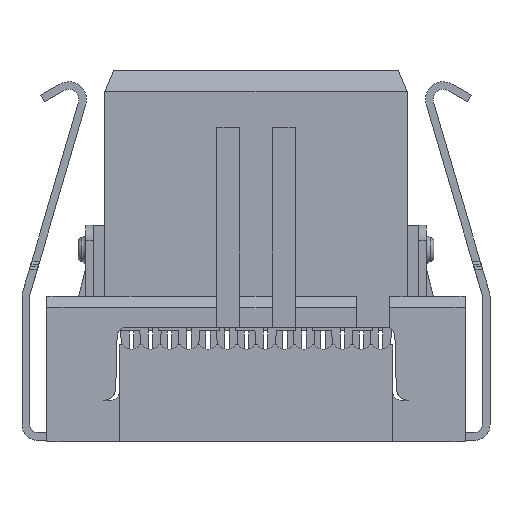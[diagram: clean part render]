
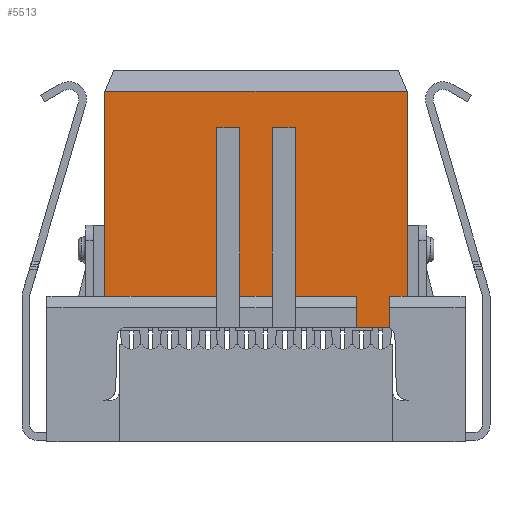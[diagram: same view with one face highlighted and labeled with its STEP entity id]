
A CAD part, front view. The second image highlights one B-rep face of the part: STEP entity #5513.
In plain terms, the highlighted planar face has unit normal (0, -1, 0).
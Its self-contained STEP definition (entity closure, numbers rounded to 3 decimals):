
#35=CARTESIAN_POINT('',(2.635,-2.453,5.275));
#36=VERTEX_POINT('',#35);
#69=CARTESIAN_POINT('',(2.635,-2.453,-0.295));
#70=VERTEX_POINT('',#69);
#77=CARTESIAN_POINT('',(2.635,-2.453,-0.295));
#78=DIRECTION('',(0.,0.,1.));
#79=VECTOR('',#78,5.57);
#80=LINE('',#77,#79);
#81=EDGE_CURVE('',#70,#36,#80,.T.);
#91=CARTESIAN_POINT('',(3.715,-2.453,-0.295));
#92=VERTEX_POINT('',#91);
#125=CARTESIAN_POINT('',(3.715,-2.453,5.275));
#126=VERTEX_POINT('',#125);
#133=CARTESIAN_POINT('',(3.715,-2.453,5.275));
#134=DIRECTION('',(0.,0.,-1.));
#135=VECTOR('',#134,5.57);
#136=LINE('',#133,#135);
#137=EDGE_CURVE('',#126,#92,#136,.T.);
#148=CARTESIAN_POINT('',(1.875,-2.453,5.275));
#149=VERTEX_POINT('',#148);
#150=CARTESIAN_POINT('',(2.635,-2.453,5.275));
#151=DIRECTION('',(-1.,0.,0.));
#152=VECTOR('',#151,0.76);
#153=LINE('',#150,#152);
#154=EDGE_CURVE('',#36,#149,#153,.T.);
#233=CARTESIAN_POINT('',(4.475,-2.453,5.275));
#234=VERTEX_POINT('',#233);
#258=CARTESIAN_POINT('',(4.475,-2.453,-0.295));
#259=VERTEX_POINT('',#258);
#266=CARTESIAN_POINT('',(4.475,-2.453,-0.295));
#267=DIRECTION('',(0.,0.,1.));
#268=VECTOR('',#267,5.57);
#269=LINE('',#266,#268);
#270=EDGE_CURVE('',#259,#234,#269,.T.);
#281=CARTESIAN_POINT('',(4.475,-2.453,5.275));
#282=DIRECTION('',(-1.,0.,0.));
#283=VECTOR('',#282,0.76);
#284=LINE('',#281,#283);
#285=EDGE_CURVE('',#234,#126,#284,.T.);
#5123=CARTESIAN_POINT('',(1.875,-2.453,-0.295));
#5124=VERTEX_POINT('',#5123);
#5125=CARTESIAN_POINT('',(1.875,-2.453,5.275));
#5126=DIRECTION('',(0.,0.,-1.));
#5127=VECTOR('',#5126,5.57);
#5128=LINE('',#5125,#5127);
#5129=EDGE_CURVE('',#149,#5124,#5128,.T.);
#5184=CARTESIAN_POINT('',(3.715,-2.453,-0.295));
#5185=DIRECTION('',(-1.,0.,0.));
#5186=VECTOR('',#5185,1.08);
#5187=LINE('',#5184,#5186);
#5188=EDGE_CURVE('',#92,#70,#5187,.T.);
#5271=CARTESIAN_POINT('',(6.495,-2.453,-0.295));
#5272=VERTEX_POINT('',#5271);
#5279=CARTESIAN_POINT('',(6.495,-2.453,-0.295));
#5280=DIRECTION('',(-1.,0.,0.));
#5281=VECTOR('',#5280,2.02);
#5282=LINE('',#5279,#5281);
#5283=EDGE_CURVE('',#5272,#259,#5282,.T.);
#5410=CARTESIAN_POINT('',(7.473,-2.453,-1.325));
#5411=VERTEX_POINT('',#5410);
#5418=CARTESIAN_POINT('',(6.495,-2.453,-1.325));
#5419=VERTEX_POINT('',#5418);
#5420=CARTESIAN_POINT('',(7.473,-2.453,-1.325));
#5421=DIRECTION('',(-1.,0.,0.));
#5422=VECTOR('',#5421,0.978);
#5423=LINE('',#5420,#5422);
#5424=EDGE_CURVE('',#5411,#5419,#5423,.T.);
#5436=CARTESIAN_POINT('',(3.175,-2.453,2.562));
#5437=DIRECTION('',(1.,0.,0.));
#5438=DIRECTION('',(0.,-1.,0.));
#5439=AXIS2_PLACEMENT_3D('',#5436,#5438,#5437);
#5440=PLANE('',#5439);
#5441=ORIENTED_EDGE('',*,*,#154,.F.);
#5442=ORIENTED_EDGE('',*,*,#81,.F.);
#5443=ORIENTED_EDGE('',*,*,#5188,.F.);
#5444=ORIENTED_EDGE('',*,*,#137,.F.);
#5445=ORIENTED_EDGE('',*,*,#285,.F.);
#5446=ORIENTED_EDGE('',*,*,#270,.F.);
#5447=ORIENTED_EDGE('',*,*,#5283,.F.);
#5448=CARTESIAN_POINT('',(6.495,-2.453,-0.295));
#5449=DIRECTION('',(0.,0.,-1.));
#5450=VECTOR('',#5449,1.03);
#5451=LINE('',#5448,#5450);
#5452=EDGE_CURVE('',#5272,#5419,#5451,.T.);
#5453=ORIENTED_EDGE('',*,*,#5452,.T.);
#5454=ORIENTED_EDGE('',*,*,#5424,.F.);
#5455=CARTESIAN_POINT('',(7.595,-2.453,-1.351));
#5456=VERTEX_POINT('',#5455);
#5457=CARTESIAN_POINT('',(7.473,-2.453,-1.625));
#5458=DIRECTION('',(0.,0.,1.));
#5459=DIRECTION('',(0.,1.,0.));
#5460=AXIS2_PLACEMENT_3D('',#5457,#5459,#5458);
#5461=CIRCLE('',#5460,0.3);
#5462=EDGE_CURVE('',#5411,#5456,#5461,.T.);
#5463=ORIENTED_EDGE('',*,*,#5462,.T.);
#5464=CARTESIAN_POINT('',(7.595,-2.453,-0.295));
#5465=VERTEX_POINT('',#5464);
#5466=CARTESIAN_POINT('',(7.595,-2.453,-1.351));
#5467=DIRECTION('',(0.,0.,1.));
#5468=VECTOR('',#5467,1.056);
#5469=LINE('',#5466,#5468);
#5470=EDGE_CURVE('',#5456,#5465,#5469,.T.);
#5471=ORIENTED_EDGE('',*,*,#5470,.T.);
#5472=CARTESIAN_POINT('',(8.18,-2.453,-0.295));
#5473=VERTEX_POINT('',#5472);
#5474=CARTESIAN_POINT('',(7.595,-2.453,-0.295));
#5475=DIRECTION('',(1.,0.,0.));
#5476=VECTOR('',#5475,0.585);
#5477=LINE('',#5474,#5476);
#5478=EDGE_CURVE('',#5465,#5473,#5477,.T.);
#5479=ORIENTED_EDGE('',*,*,#5478,.T.);
#5480=CARTESIAN_POINT('',(8.18,-2.453,6.475));
#5481=VERTEX_POINT('',#5480);
#5482=CARTESIAN_POINT('',(8.18,-2.453,-0.295));
#5483=DIRECTION('',(0.,0.,1.));
#5484=VECTOR('',#5483,6.77);
#5485=LINE('',#5482,#5484);
#5486=EDGE_CURVE('',#5473,#5481,#5485,.T.);
#5487=ORIENTED_EDGE('',*,*,#5486,.T.);
#5488=CARTESIAN_POINT('',(-1.83,-2.453,6.475));
#5489=VERTEX_POINT('',#5488);
#5490=CARTESIAN_POINT('',(8.18,-2.453,6.475));
#5491=DIRECTION('',(-1.,0.,0.));
#5492=VECTOR('',#5491,10.01);
#5493=LINE('',#5490,#5492);
#5494=EDGE_CURVE('',#5481,#5489,#5493,.T.);
#5495=ORIENTED_EDGE('',*,*,#5494,.T.);
#5496=CARTESIAN_POINT('',(-1.83,-2.453,-0.295));
#5497=VERTEX_POINT('',#5496);
#5498=CARTESIAN_POINT('',(-1.83,-2.453,6.475));
#5499=DIRECTION('',(0.,0.,-1.));
#5500=VECTOR('',#5499,6.77);
#5501=LINE('',#5498,#5500);
#5502=EDGE_CURVE('',#5489,#5497,#5501,.T.);
#5503=ORIENTED_EDGE('',*,*,#5502,.T.);
#5504=CARTESIAN_POINT('',(-1.83,-2.453,-0.295));
#5505=DIRECTION('',(1.,0.,0.));
#5506=VECTOR('',#5505,3.705);
#5507=LINE('',#5504,#5506);
#5508=EDGE_CURVE('',#5497,#5124,#5507,.T.);
#5509=ORIENTED_EDGE('',*,*,#5508,.T.);
#5510=ORIENTED_EDGE('',*,*,#5129,.F.);
#5511=EDGE_LOOP('',(#5441,#5442,#5443,#5444,#5445,#5446,#5447,#5453,#5454,#5463,#5471,#5479,#5487,#5495,#5503,#5509,#5510));
#5512=FACE_OUTER_BOUND('',#5511,.T.);
#5513=ADVANCED_FACE('',(#5512),#5440,.T.);
